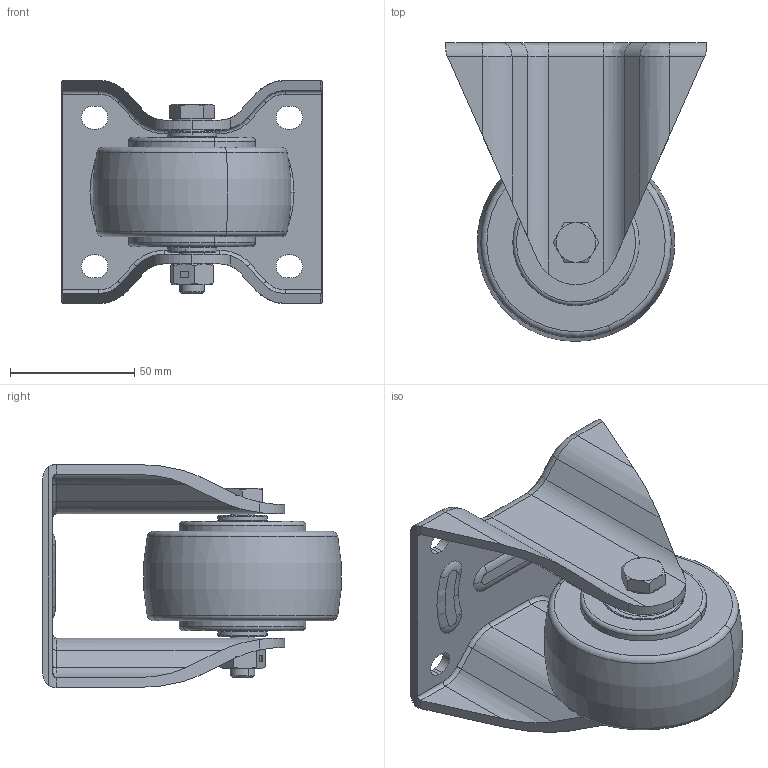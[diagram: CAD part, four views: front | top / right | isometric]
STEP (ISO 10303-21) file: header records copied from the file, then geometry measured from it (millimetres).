
FILE_DESCRIPTION (( 'STEP AP214' ), '1' );
FILE_NAME ('0051067.step', '2020-04-09T07:59:26', ( '' ), ( '' ), 'SwSTEP 2.0', 'SolidWorks 2018', '' );
FILE_SCHEMA (( 'AUTOMOTIVE_DESIGN' ));
Length unit declared in the file: millimetre
Products named in the file (1): 0051067
Bounding box: 105 x 120.29 x 90 mm (x, y, z)
Volume: 270186.5 mm3; surface area: 86305.1 mm2
Topology: 16 solids, 16 shells, 428 faces, 968 edges, 592 vertices
Faces by surface type: cylinder 150, plane 116, torus 60, bspline 54, cone 48
Entity records: 18904 total; most frequent: CARTESIAN_POINT 4454, DIRECTION 2088, ORIENTED_EDGE 1936, EDGE_CURVE 968, AXIS2_PLACEMENT_3D 879, VERTEX_POINT 592, CIRCLE 504, EDGE_LOOP 488
